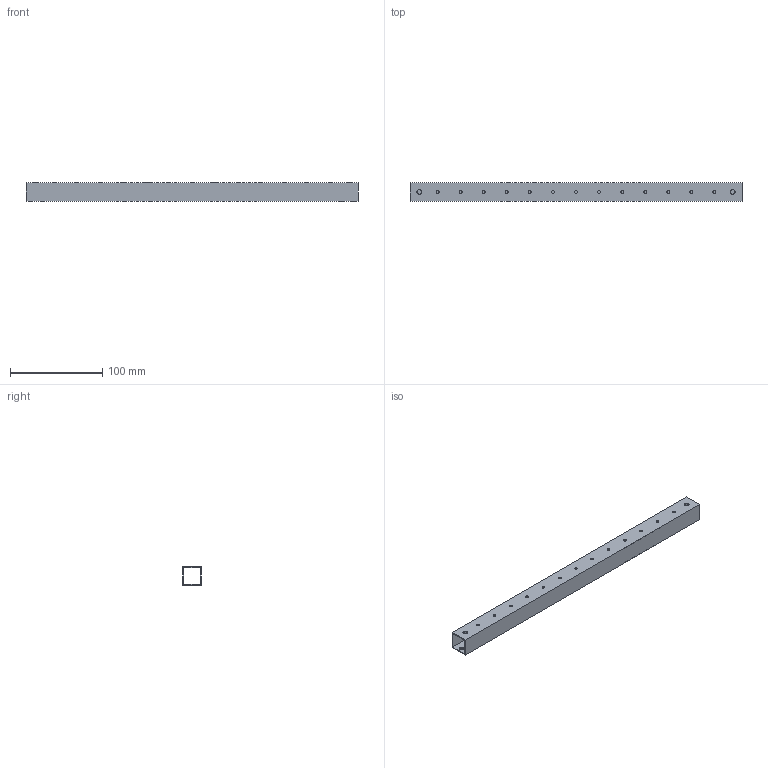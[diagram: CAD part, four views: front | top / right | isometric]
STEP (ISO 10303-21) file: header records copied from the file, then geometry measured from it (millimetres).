
FILE_DESCRIPTION(('HOOPS Exchange Step'),'2;1');
FILE_NAME('temp_export','2022-05-22T15:19:44+08:00',('mobile'),('Shapr3D Limited'),'HOOPS Exchange 2022.0','Shapr3D','Authorized');
FILE_SCHEMA( ('AP203_CONFIGURATION_CONTROLLED_3D_DESIGN_OF_MECHANICAL_PARTS_AND_ASSEMBLIES_MIM_LF') );
Length unit declared in the file: millimetre
Products named in the file (1): root
Bounding box: 360 x 20 x 20 mm (x, y, z)
Volume: 27150.3 mm3; surface area: 54669.4 mm2
Topology: 1 solids, 1 shells, 29 faces, 85 edges, 58 vertices
Faces by surface type: cylinder 19, plane 10
Full cylindrical faces by diameter (mm): 3 x13, 5 x6
Entity records: 1097 total; most frequent: DIRECTION 187, CARTESIAN_POINT 173, ORIENTED_EDGE 170, EDGE_CURVE 85, AXIS2_PLACEMENT_3D 72, EDGE_LOOP 69, FACE_BOUND 69, VERTEX_POINT 58
